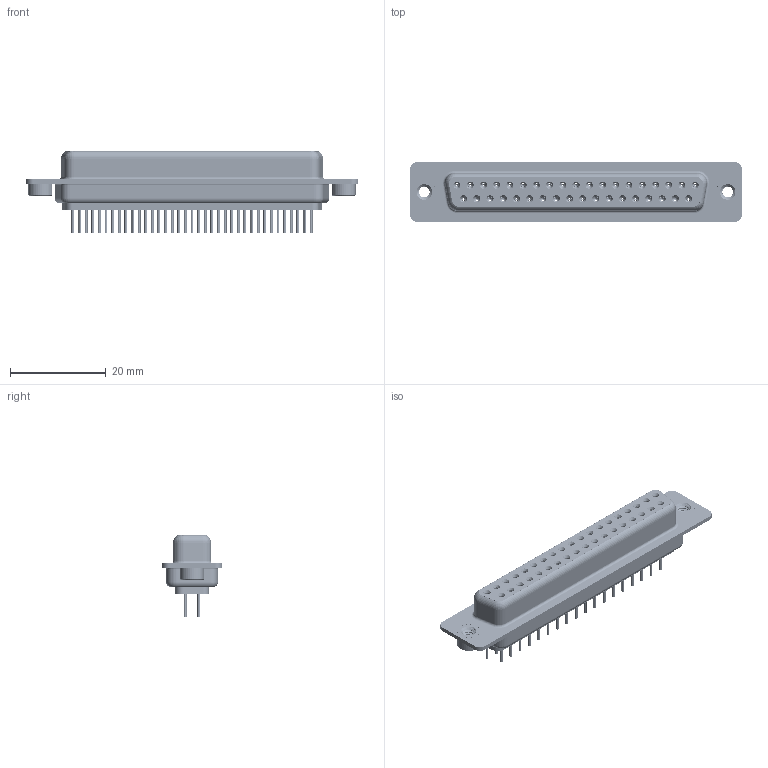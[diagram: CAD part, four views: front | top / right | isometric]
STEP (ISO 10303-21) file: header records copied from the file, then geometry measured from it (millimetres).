
FILE_DESCRIPTION (( 'STEP AP203' ), '1' );
FILE_NAME ('MHDD-37FNS-C1.STEP', '2025-11-12T18:17:46', ( '' ), ( '' ), 'SwSTEP 2.0', 'SolidWorks 2023', '' );
FILE_SCHEMA (( 'CONFIG_CONTROL_DESIGN' ));
Length unit declared in the file: millimetre
Products named in the file (7): MHDD-37FNS-C1; MHDD Contact Row 2_20L; MHDD Contact Row 1_20L; MHDD Shell Rear_37 Contacts; MHDD 4-40 Threaded Standoff BS; MHDD Shell Front_37 Contacts; MHDD Housing_37 LP
Assembly tree (42 placements, depth 2):
  MHDD-37FNS-C1
    MHDD Housing_37 LP
    MHDD Shell Front_37 Contacts
    MHDD Shell Rear_37 Contacts
    MHDD Contact Row 1_20L  x19
    MHDD Contact Row 2_20L  x18
    MHDD 4-40 Threaded Standoff BS  x2
Bounding box: 69.5 x 12.55 x 17.02 mm (x, y, z)
Volume: 5326.5 mm3; surface area: 12709.8 mm2
Topology: 42 solids, 42 shells, 4978 faces, 12671 edges, 7862 vertices
Faces by surface type: cylinder 1356, plane 1214, torus 1019, bspline 746, cone 643
Entity records: 32719 total; most frequent: CARTESIAN_POINT 8631, DIRECTION 5012, ORIENTED_EDGE 4442, EDGE_CURVE 2221, AXIS2_PLACEMENT_3D 2111, VERTEX_POINT 1402, EDGE_LOOP 1159, CIRCLE 1158
